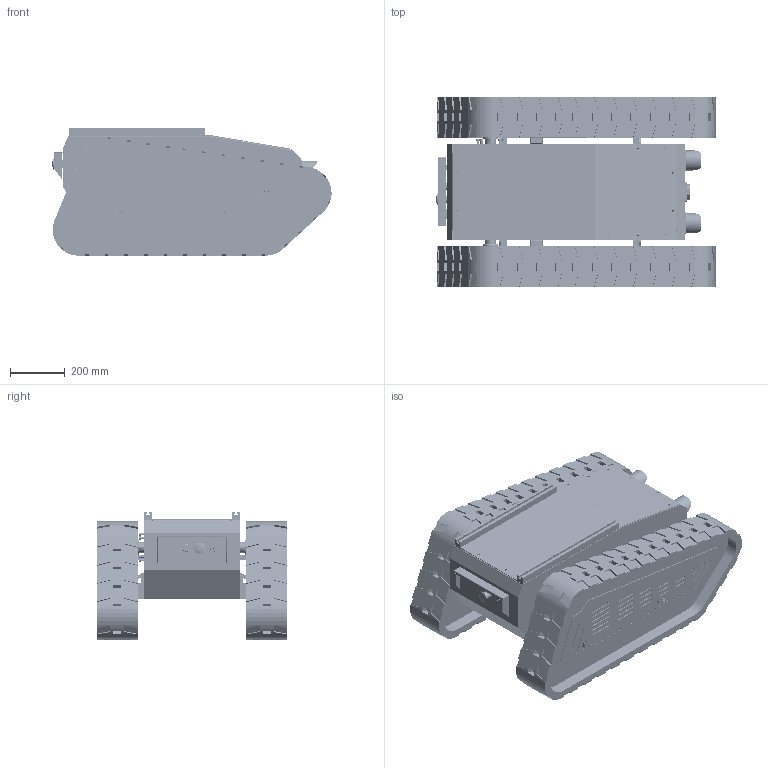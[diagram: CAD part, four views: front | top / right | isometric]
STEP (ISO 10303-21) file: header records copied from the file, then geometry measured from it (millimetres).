
FILE_DESCRIPTION (( 'STEP AP203' ), '1' );
FILE_NAME ('TN8.STEP', '2023-11-28T09:19:30', ( '微软用户' ), ( '微软中国' ), 'SwSTEP 2.0', 'SolidWorks 2020', '' );
FILE_SCHEMA (( 'CONFIG_CONTROL_DESIGN' ));
Products named in the file (1): TN8
Bounding box: 1023.4 x 699 x 467.05 mm (x, y, z)
Volume: 69394510.3 mm3; surface area: 8699707.1 mm2
Topology: 94 solids, 100 shells, 7162 faces, 20616 edges, 13484 vertices
Faces by surface type: plane 3771, cylinder 2308, torus 447, cone 248, sphere 230, bspline 158
Entity records: 249006 total; most frequent: CARTESIAN_POINT 63547, ORIENTED_EDGE 39896, DIRECTION 37350, EDGE_CURVE 19948, VERTEX_POINT 13052, AXIS2_PLACEMENT_3D 12953, LINE 11444, VECTOR 11444
